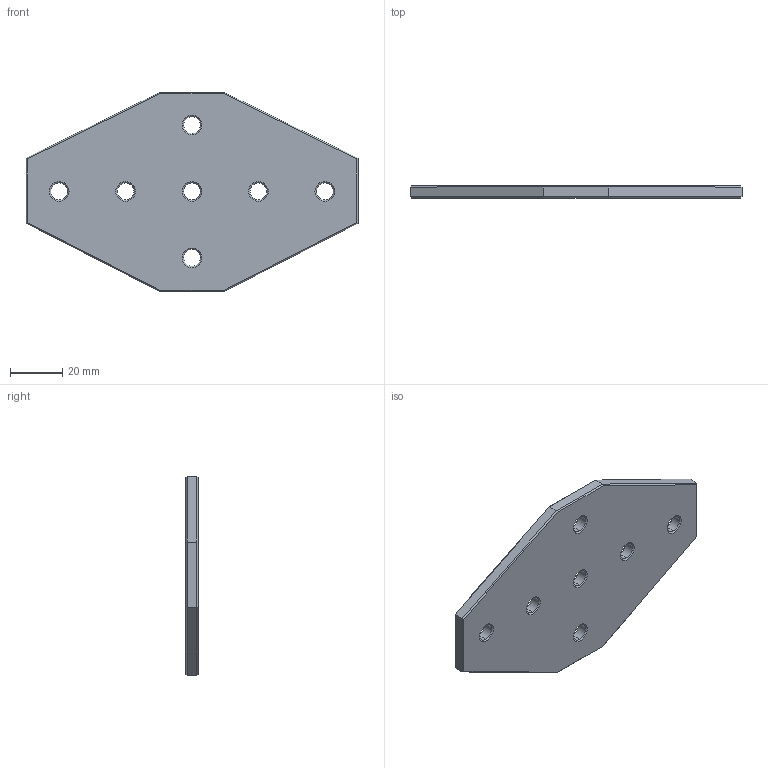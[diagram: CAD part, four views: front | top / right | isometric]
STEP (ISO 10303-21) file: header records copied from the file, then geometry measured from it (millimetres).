
FILE_DESCRIPTION (( 'STEP AP203' ), '1' );
FILE_NAME ('166245.step', '2023-10-19T16:46:45', ( '' ), ( '' ), 'SwSTEP 2.0', 'SolidWorks 2023', '' );
FILE_SCHEMA (( 'CONFIG_CONTROL_DESIGN' ));
Length unit declared in the file: millimetre
Products named in the file (1): 166245
Bounding box: 127 x 4.76 x 76 mm (x, y, z)
Volume: 32354.8 mm3; surface area: 15608.6 mm2
Topology: 1 solids, 1 shells, 68 faces, 154 edges, 88 vertices
Faces by surface type: cone 28, plane 26, cylinder 14
Entity records: 1967 total; most frequent: DIRECTION 348, CARTESIAN_POINT 311, ORIENTED_EDGE 308, EDGE_CURVE 154, AXIS2_PLACEMENT_3D 125, VECTOR 98, LINE 98, VERTEX_POINT 88
